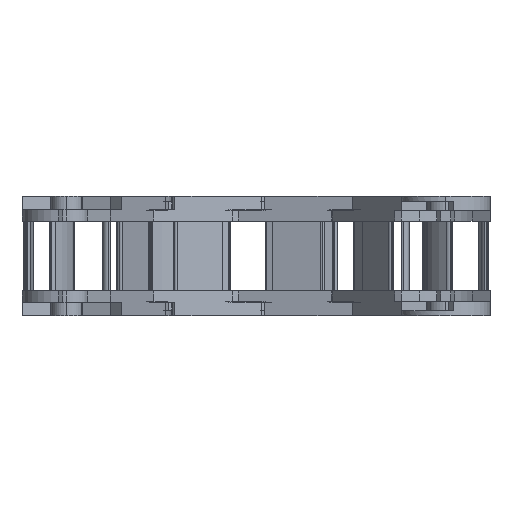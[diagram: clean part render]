
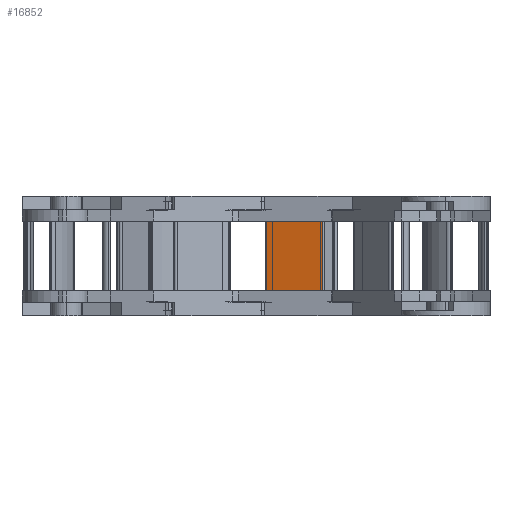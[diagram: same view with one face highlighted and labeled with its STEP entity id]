
A CAD part, left-side view. The second image highlights one B-rep face of the part: STEP entity #16852.
In plain terms, the highlighted planar face has unit normal (-0.97, 0.244, 0).
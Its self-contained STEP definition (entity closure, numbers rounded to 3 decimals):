
#1529 = VERTEX_POINT ( 'NONE', #24639 ) ;
#3549 = DIRECTION ( 'NONE',  ( 0., 0., 1. ) ) ;
#4340 = EDGE_LOOP ( 'NONE', ( #52052, #23089, #82283, #70147 ) ) ;
#4985 = EDGE_CURVE ( 'NONE', #58389, #41658, #46658, .T. ) ;
#8880 = DIRECTION ( 'NONE',  ( 0., 0., -1. ) ) ;
#10315 = DIRECTION ( 'NONE',  ( 0.244, 0.97, 0. ) ) ;
#16852 = ADVANCED_FACE ( 'NONE', ( #81931 ), #26687, .F. ) ;
#21824 = CARTESIAN_POINT ( 'NONE',  ( 66.653, 31.956, 9. ) ) ;
#22724 = AXIS2_PLACEMENT_3D ( 'NONE', #41388, #82821, #74578 ) ;
#23089 = ORIENTED_EDGE ( 'NONE', *, *, #4985, .T. ) ;
#23951 = EDGE_CURVE ( 'NONE', #1529, #41658, #65647, .T. ) ;
#24639 = CARTESIAN_POINT ( 'NONE',  ( 70.239, 46.211, -9. ) ) ;
#26687 = PLANE ( 'NONE',  #22724 ) ;
#29665 = CARTESIAN_POINT ( 'NONE',  ( 66.653, 31.956, -9. ) ) ;
#32688 = CARTESIAN_POINT ( 'NONE',  ( 70.239, 46.211, 9. ) ) ;
#35046 = VECTOR ( 'NONE', #80810, 1000. ) ;
#36830 = VECTOR ( 'NONE', #8880, 1000. ) ;
#38056 = EDGE_CURVE ( 'NONE', #84296, #1529, #44943, .T. ) ;
#38967 = CARTESIAN_POINT ( 'NONE',  ( 70.239, 46.211, 9. ) ) ;
#41388 = CARTESIAN_POINT ( 'NONE',  ( 70.239, 46.211, 9. ) ) ;
#41658 = VERTEX_POINT ( 'NONE', #32688 ) ;
#44943 = LINE ( 'NONE', #58292, #35046 ) ;
#46658 = LINE ( 'NONE', #66423, #86273 ) ;
#52052 = ORIENTED_EDGE ( 'NONE', *, *, #73782, .F. ) ;
#58292 = CARTESIAN_POINT ( 'NONE',  ( 70.239, 46.211, -9. ) ) ;
#58389 = VERTEX_POINT ( 'NONE', #21824 ) ;
#65647 = LINE ( 'NONE', #38967, #86904 ) ;
#66423 = CARTESIAN_POINT ( 'NONE',  ( 64.42, 23.082, 9. ) ) ;
#70147 = ORIENTED_EDGE ( 'NONE', *, *, #38056, .F. ) ;
#70507 = LINE ( 'NONE', #71902, #36830 ) ;
#71902 = CARTESIAN_POINT ( 'NONE',  ( 66.653, 31.956, 9. ) ) ;
#73782 = EDGE_CURVE ( 'NONE', #58389, #84296, #70507, .T. ) ;
#74578 = DIRECTION ( 'NONE',  ( 0., 0., -1. ) ) ;
#80810 = DIRECTION ( 'NONE',  ( 0.244, 0.97, 0. ) ) ;
#81931 = FACE_OUTER_BOUND ( 'NONE', #4340, .T. ) ;
#82283 = ORIENTED_EDGE ( 'NONE', *, *, #23951, .F. ) ;
#82821 = DIRECTION ( 'NONE',  ( 0.97, -0.244, 0. ) ) ;
#84296 = VERTEX_POINT ( 'NONE', #29665 ) ;
#86273 = VECTOR ( 'NONE', #10315, 1000. ) ;
#86904 = VECTOR ( 'NONE', #3549, 1000. ) ;
